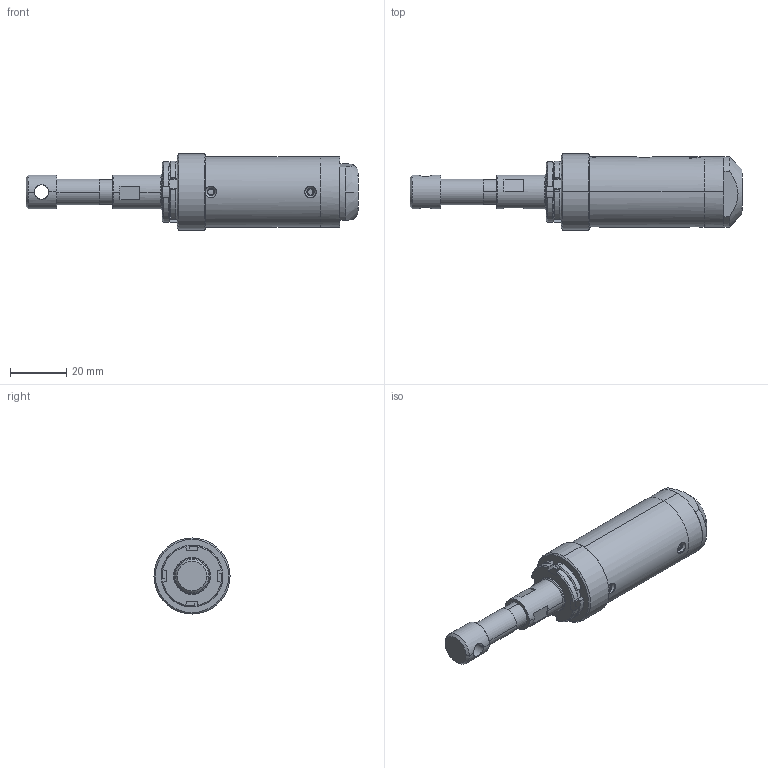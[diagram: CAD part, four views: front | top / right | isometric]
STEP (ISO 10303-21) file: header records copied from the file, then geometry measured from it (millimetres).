
FILE_DESCRIPTION (( 'STEP AP203' ), '1' );
FILE_NAME ('QUILL GE11051.STEP', '2014-01-28T09:29:36', ( 'PGM-BE' ), ( '' ), 'SwSTEP 2.0', 'SolidWorks 2011', '' );
FILE_SCHEMA (( 'CONFIG_CONTROL_DESIGN' ));
Length unit declared in the file: metre
Products named in the file (1): QUILL GE11051
Bounding box: 117.86 x 27 x 27 mm (x, y, z)
Surface area: 13079.6 mm2 (no closed solid volume)
Topology: 0 solids, 7 shells, 214 faces, 613 edges, 413 vertices
Faces by surface type: plane 91, cylinder 57, cone 47, bspline 19
Entity records: 9894 total; most frequent: CARTESIAN_POINT 4549, ORIENTED_EDGE 1096, DIRECTION 1005, EDGE_CURVE 613, VERTEX_POINT 413, AXIS2_PLACEMENT_3D 389, EDGE_LOOP 239, VECTOR 227
